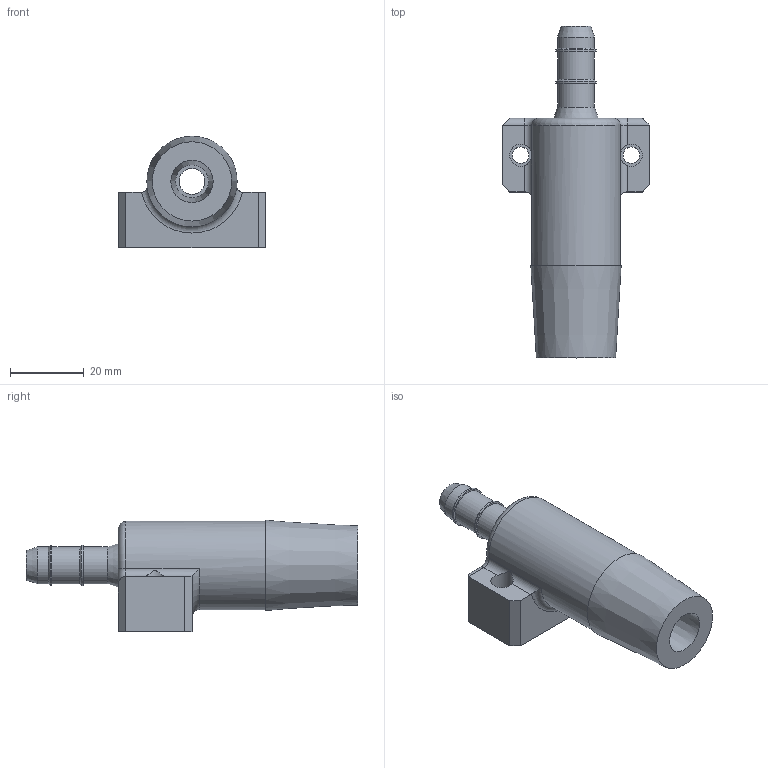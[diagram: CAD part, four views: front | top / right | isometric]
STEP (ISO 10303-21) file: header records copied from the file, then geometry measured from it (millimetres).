
FILE_DESCRIPTION(/* description */ (''),/* implementation_level */ '2;1');
FILE_NAME(/* name */ 'pneumatic-connector-respiratory-no-pressure v1.step',/* time_stamp */ '2020-04-02T17:12:12+02:00',/* author */ (''),/* organization */ (''),/* preprocessor_version */ 'ST-DEVELOPER v18',/* originating_system */ 'Autodesk Translation Framework v8.12.0.6',/* authorisation */ '');
FILE_SCHEMA (('AUTOMOTIVE_DESIGN { 1 0 10303 214 3 1 1 }'));
Length unit declared in the file: millimetre
Products named in the file (1): pneumatic-connector-respiratory-no-pressure
Bounding box: 40 x 90 x 30.25 mm (x, y, z)
Volume: 34022.8 mm3; surface area: 10800.1 mm2
Topology: 1 solids, 1 shells, 44 faces, 107 edges, 70 vertices
Faces by surface type: plane 19, cylinder 15, cone 6, torus 4
Full cylindrical faces by diameter (mm): 4.5 x2, 6 x2, 7 x1, 10 x3, 11 x2, 24 x1
Entity records: 1425 total; most frequent: CARTESIAN_POINT 300, DIRECTION 245, ORIENTED_EDGE 214, EDGE_CURVE 107, AXIS2_PLACEMENT_3D 98, VERTEX_POINT 70, EDGE_LOOP 55, CIRCLE 51
